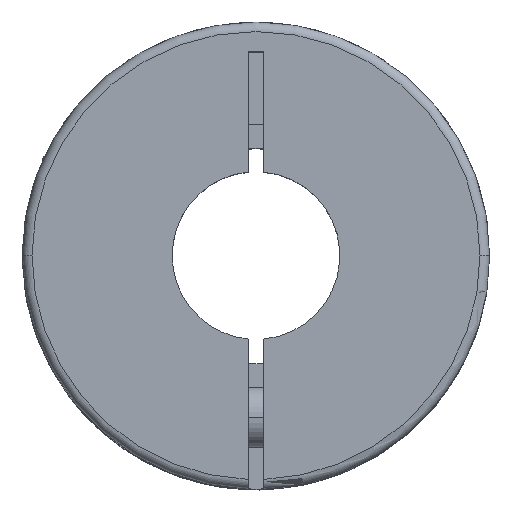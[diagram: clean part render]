
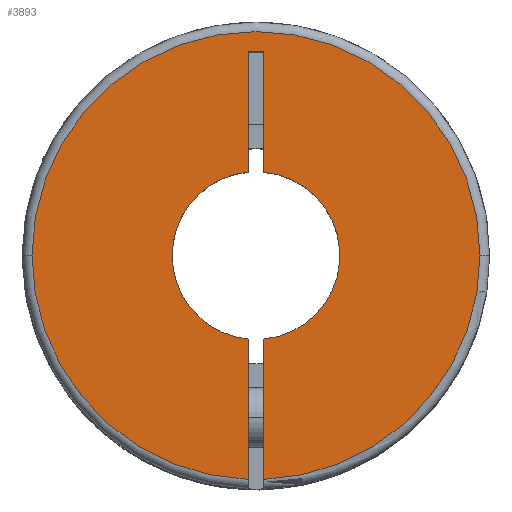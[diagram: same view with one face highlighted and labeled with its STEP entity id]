
A CAD part, top view. The second image highlights one B-rep face of the part: STEP entity #3893.
In plain terms, the highlighted planar face has unit normal (0, 0, 1).
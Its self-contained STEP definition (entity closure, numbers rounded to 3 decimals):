
#24 = LINE ( 'NONE', #2648, #3506 ) ;
#30 = VECTOR ( 'NONE', #3439, 1000. ) ;
#42 = FACE_OUTER_BOUND ( 'NONE', #1829, .T. ) ;
#86 = CARTESIAN_POINT ( 'NONE',  ( 0., 0., 0. ) ) ;
#150 = DIRECTION ( 'NONE',  ( 0., 1., 0. ) ) ;
#191 = AXIS2_PLACEMENT_3D ( 'NONE', #4137, #254, #609 ) ;
#254 = DIRECTION ( 'NONE',  ( 0., 0., -1. ) ) ;
#308 = CIRCLE ( 'NONE', #729, 18.7 ) ;
#354 = ORIENTED_EDGE ( 'NONE', *, *, #1575, .F. ) ;
#389 = LINE ( 'NONE', #2853, #4156 ) ;
#397 = DIRECTION ( 'NONE',  ( 0., -1., 0. ) ) ;
#440 = EDGE_CURVE ( 'NONE', #3956, #739, #3742, .T. ) ;
#589 = ORIENTED_EDGE ( 'NONE', *, *, #1718, .F. ) ;
#609 = DIRECTION ( 'NONE',  ( -1., 0., 0. ) ) ;
#625 = LINE ( 'NONE', #1316, #30 ) ;
#626 = EDGE_CURVE ( 'NONE', #3390, #2374, #24, .T. ) ;
#651 = DIRECTION ( 'NONE',  ( -1., 0., 0. ) ) ;
#729 = AXIS2_PLACEMENT_3D ( 'NONE', #4218, #3872, #651 ) ;
#739 = VERTEX_POINT ( 'NONE', #3319 ) ;
#769 = EDGE_CURVE ( 'NONE', #1371, #868, #1484, .T. ) ;
#800 = DIRECTION ( 'NONE',  ( 0., 0., -1. ) ) ;
#805 = VERTEX_POINT ( 'NONE', #2719 ) ;
#812 = VECTOR ( 'NONE', #1375, 1000. ) ;
#868 = VERTEX_POINT ( 'NONE', #3123 ) ;
#915 = EDGE_CURVE ( 'NONE', #3374, #805, #308, .T. ) ;
#965 = CARTESIAN_POINT ( 'NONE',  ( 0.65, 6.97, 0. ) ) ;
#1010 = LINE ( 'NONE', #4166, #812 ) ;
#1060 = AXIS2_PLACEMENT_3D ( 'NONE', #1518, #3628, #3990 ) ;
#1218 = CARTESIAN_POINT ( 'NONE',  ( 0.65, 17., 0. ) ) ;
#1316 = CARTESIAN_POINT ( 'NONE',  ( -0.65, 17., 0. ) ) ;
#1371 = VERTEX_POINT ( 'NONE', #2902 ) ;
#1375 = DIRECTION ( 'NONE',  ( 0., 1., 0. ) ) ;
#1379 = ORIENTED_EDGE ( 'NONE', *, *, #769, .T. ) ;
#1411 = DIRECTION ( 'NONE',  ( 0., 0., -1. ) ) ;
#1454 = CARTESIAN_POINT ( 'NONE',  ( -0.65, 6.97, 0. ) ) ;
#1484 = CIRCLE ( 'NONE', #2085, 7. ) ;
#1509 = DIRECTION ( 'NONE',  ( -1., 0., 0. ) ) ;
#1518 = CARTESIAN_POINT ( 'NONE',  ( 0., 0., 0. ) ) ;
#1575 = EDGE_CURVE ( 'NONE', #2655, #3956, #1010, .T. ) ;
#1718 = EDGE_CURVE ( 'NONE', #1371, #3374, #625, .T. ) ;
#1829 = EDGE_LOOP ( 'NONE', ( #2627, #589, #1379, #2110, #2854, #2585, #354, #1847, #2899, #3923, #3222 ) ) ;
#1847 = ORIENTED_EDGE ( 'NONE', *, *, #2759, .T. ) ;
#1857 = CARTESIAN_POINT ( 'NONE',  ( 0., 0., 0. ) ) ;
#2047 = CARTESIAN_POINT ( 'NONE',  ( 0.65, 17., 0. ) ) ;
#2085 = AXIS2_PLACEMENT_3D ( 'NONE', #1857, #3276, #1509 ) ;
#2091 = AXIS2_PLACEMENT_3D ( 'NONE', #3219, #1411, #2105 ) ;
#2105 = DIRECTION ( 'NONE',  ( -1., 0., 0. ) ) ;
#2110 = ORIENTED_EDGE ( 'NONE', *, *, #3221, .T. ) ;
#2374 = VERTEX_POINT ( 'NONE', #2847 ) ;
#2462 = PLANE ( 'NONE',  #4085 ) ;
#2497 = EDGE_CURVE ( 'NONE', #2543, #3390, #3038, .T. ) ;
#2515 = CARTESIAN_POINT ( 'NONE',  ( 18.7, 0., 0. ) ) ;
#2543 = VERTEX_POINT ( 'NONE', #2515 ) ;
#2585 = ORIENTED_EDGE ( 'NONE', *, *, #440, .F. ) ;
#2627 = ORIENTED_EDGE ( 'NONE', *, *, #915, .F. ) ;
#2648 = CARTESIAN_POINT ( 'NONE',  ( 0.65, -19.5, 0. ) ) ;
#2655 = VERTEX_POINT ( 'NONE', #965 ) ;
#2682 = CIRCLE ( 'NONE', #2091, 18.7 ) ;
#2719 = CARTESIAN_POINT ( 'NONE',  ( -18.7, 0., 0. ) ) ;
#2759 = EDGE_CURVE ( 'NONE', #2655, #2374, #4148, .T. ) ;
#2767 = CIRCLE ( 'NONE', #1060, 7. ) ;
#2847 = CARTESIAN_POINT ( 'NONE',  ( 0.65, -6.97, 0. ) ) ;
#2853 = CARTESIAN_POINT ( 'NONE',  ( -0.65, 17., 0. ) ) ;
#2854 = ORIENTED_EDGE ( 'NONE', *, *, #3085, .F. ) ;
#2899 = ORIENTED_EDGE ( 'NONE', *, *, #626, .F. ) ;
#2902 = CARTESIAN_POINT ( 'NONE',  ( -0.65, -6.97, 0. ) ) ;
#2977 = EDGE_CURVE ( 'NONE', #805, #2543, #2682, .T. ) ;
#3038 = CIRCLE ( 'NONE', #3336, 18.7 ) ;
#3051 = VERTEX_POINT ( 'NONE', #1454 ) ;
#3072 = CARTESIAN_POINT ( 'NONE',  ( -0.65, -18.689, 0. ) ) ;
#3085 = EDGE_CURVE ( 'NONE', #739, #3051, #389, .T. ) ;
#3090 = VECTOR ( 'NONE', #4526, 1000. ) ;
#3099 = CARTESIAN_POINT ( 'NONE',  ( 0.65, -18.689, 0. ) ) ;
#3123 = CARTESIAN_POINT ( 'NONE',  ( -7., 0., 0. ) ) ;
#3219 = CARTESIAN_POINT ( 'NONE',  ( 0., 0., 0. ) ) ;
#3221 = EDGE_CURVE ( 'NONE', #868, #3051, #2767, .T. ) ;
#3222 = ORIENTED_EDGE ( 'NONE', *, *, #2977, .F. ) ;
#3276 = DIRECTION ( 'NONE',  ( 0., 0., -1. ) ) ;
#3319 = CARTESIAN_POINT ( 'NONE',  ( -0.65, 17., 0. ) ) ;
#3336 = AXIS2_PLACEMENT_3D ( 'NONE', #86, #800, #4331 ) ;
#3374 = VERTEX_POINT ( 'NONE', #3072 ) ;
#3390 = VERTEX_POINT ( 'NONE', #3099 ) ;
#3439 = DIRECTION ( 'NONE',  ( 0., -1., 0. ) ) ;
#3506 = VECTOR ( 'NONE', #150, 1000. ) ;
#3628 = DIRECTION ( 'NONE',  ( 0., 0., -1. ) ) ;
#3742 = LINE ( 'NONE', #2047, #3090 ) ;
#3868 = CARTESIAN_POINT ( 'NONE',  ( 0., 0., 0. ) ) ;
#3872 = DIRECTION ( 'NONE',  ( 0., 0., -1. ) ) ;
#3889 = DIRECTION ( 'NONE',  ( 0., 0., -1. ) ) ;
#3893 = ADVANCED_FACE ( 'NONE', ( #42 ), #2462, .F. ) ;
#3923 = ORIENTED_EDGE ( 'NONE', *, *, #2497, .F. ) ;
#3956 = VERTEX_POINT ( 'NONE', #1218 ) ;
#3990 = DIRECTION ( 'NONE',  ( -1., 0., 0. ) ) ;
#4085 = AXIS2_PLACEMENT_3D ( 'NONE', #3868, #3889, #397 ) ;
#4137 = CARTESIAN_POINT ( 'NONE',  ( 0., 0., 0. ) ) ;
#4148 = CIRCLE ( 'NONE', #191, 7. ) ;
#4156 = VECTOR ( 'NONE', #4250, 1000. ) ;
#4166 = CARTESIAN_POINT ( 'NONE',  ( 0.65, -19.5, 0. ) ) ;
#4218 = CARTESIAN_POINT ( 'NONE',  ( 0., 0., 0. ) ) ;
#4250 = DIRECTION ( 'NONE',  ( 0., -1., 0. ) ) ;
#4331 = DIRECTION ( 'NONE',  ( -1., 0., 0. ) ) ;
#4526 = DIRECTION ( 'NONE',  ( -1., 0., 0. ) ) ;
